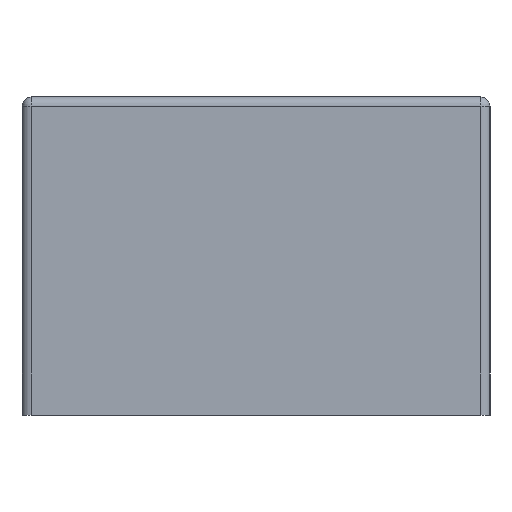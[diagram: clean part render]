
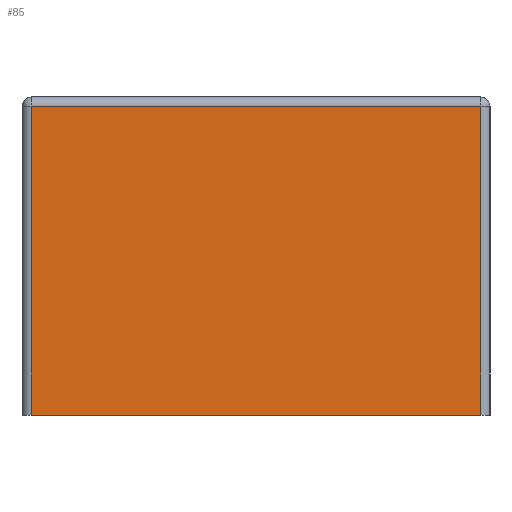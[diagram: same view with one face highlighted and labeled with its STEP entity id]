
A CAD part, left-side view. The second image highlights one B-rep face of the part: STEP entity #85.
In plain terms, the highlighted planar face has unit normal (-1, 0, 0).
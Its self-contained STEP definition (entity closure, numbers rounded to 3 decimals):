
#46 = CARTESIAN_POINT ( 'NONE',  ( -1., 0.6, 0. ) ) ;
#47 = VERTEX_POINT ( 'NONE', #46 ) ;
#48 = CARTESIAN_POINT ( 'NONE',  ( -1., -0.6, 0. ) ) ;
#49 = VERTEX_POINT ( 'NONE', #48 ) ;
#50 = CARTESIAN_POINT ( 'NONE',  ( -1., 0.625, 0. ) ) ;
#51 = DIRECTION ( 'NONE',  ( 0., -1., 0. ) ) ;
#52 = VECTOR ( 'NONE', #51, 1000. ) ;
#53 = LINE ( 'NONE', #50, #52 ) ;
#54 = EDGE_CURVE ( 'NONE', #47, #49, #53, .T. ) ;
#55 = ORIENTED_EDGE ( 'NONE', *, *, #54, .T. ) ;
#56 = CARTESIAN_POINT ( 'NONE',  ( -1., -0.6, 0.825 ) ) ;
#57 = VERTEX_POINT ( 'NONE', #56 ) ;
#58 = CARTESIAN_POINT ( 'NONE',  ( -1., -0.6, 0.85 ) ) ;
#59 = DIRECTION ( 'NONE',  ( 0., 0., 1. ) ) ;
#60 = VECTOR ( 'NONE', #59, 1000. ) ;
#61 = LINE ( 'NONE', #58, #60 ) ;
#62 = EDGE_CURVE ( 'NONE', #49, #57, #61, .T. ) ;
#63 = ORIENTED_EDGE ( 'NONE', *, *, #62, .T. ) ;
#64 = CARTESIAN_POINT ( 'NONE',  ( -1., 0.6, 0.825 ) ) ;
#65 = VERTEX_POINT ( 'NONE', #64 ) ;
#66 = CARTESIAN_POINT ( 'NONE',  ( -1., 0.625, 0.825 ) ) ;
#67 = DIRECTION ( 'NONE',  ( 0., 1., 0. ) ) ;
#68 = VECTOR ( 'NONE', #67, 1000. ) ;
#69 = LINE ( 'NONE', #66, #68 ) ;
#70 = EDGE_CURVE ( 'NONE', #57, #65, #69, .T. ) ;
#71 = ORIENTED_EDGE ( 'NONE', *, *, #70, .T. ) ;
#72 = CARTESIAN_POINT ( 'NONE',  ( -1., 0.6, 0.85 ) ) ;
#73 = DIRECTION ( 'NONE',  ( 0., 0., -1. ) ) ;
#74 = VECTOR ( 'NONE', #73, 1000. ) ;
#75 = LINE ( 'NONE', #72, #74 ) ;
#76 = EDGE_CURVE ( 'NONE', #65, #47, #75, .T. ) ;
#77 = ORIENTED_EDGE ( 'NONE', *, *, #76, .T. ) ;
#78 = EDGE_LOOP ( 'NONE', ( #55, #63, #71, #77 ) ) ;
#79 = FACE_OUTER_BOUND ( 'NONE', #78, .T. ) ;
#80 = CARTESIAN_POINT ( 'NONE',  ( -1., 0.625, 0.85 ) ) ;
#81 = DIRECTION ( 'NONE',  ( 1., 0., 0. ) ) ;
#82 = DIRECTION ( 'NONE',  ( 0., 1., 0. ) ) ;
#83 = AXIS2_PLACEMENT_3D ( 'NONE', #80, #81, #82 ) ;
#84 = PLANE ( 'NONE', #83 ) ;
#85 = ADVANCED_FACE ( 'NONE', ( #79 ), #84, .F. ) ;
